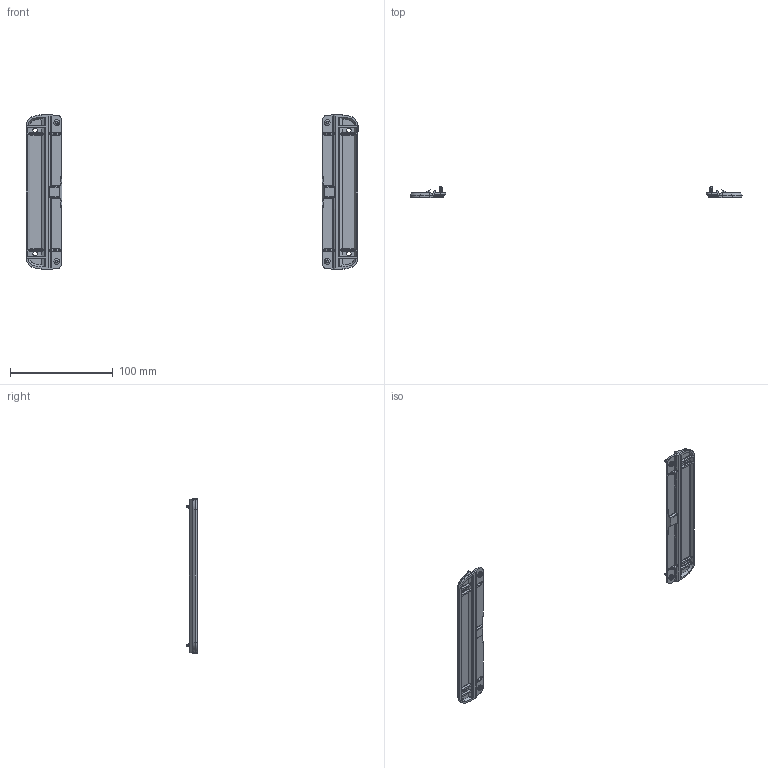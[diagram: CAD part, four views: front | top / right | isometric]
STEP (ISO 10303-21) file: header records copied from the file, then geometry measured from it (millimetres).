
FILE_DESCRIPTION(/* description */ (''),/* implementation_level */ '2;1');
FILE_NAME(/* name */ '2804758_3D.stp',/* time_stamp */ '2024-02-07T15:03:50+01:00',/* author */ ('haertel'),/* organization */ (''),/* preprocessor_version */ 'ST-DEVELOPER v18.1',/* originating_system */ 'Autodesk Inventor 2022',/* authorisation */ '');
FILE_SCHEMA (('AUTOMOTIVE_DESIGN { 1 0 10303 214 3 1 1 }'));
Length unit declared in the file: millimetre
Products named in the file (3): 2804758_3D; Basis-Variante-5-4-WL_3D; SHR Z KT30X8 WN 1452 MG
Assembly tree (6 placements, depth 2):
  2804758_3D
    Basis-Variante-5-4-WL_3D  x2
    SHR Z KT30X8 WN 1452 MG  x4
Bounding box: 322.95 x 10.5 x 150.28 mm (x, y, z)
Volume: 28443.1 mm3; surface area: 28721.6 mm2
Topology: 6 solids, 6 shells, 802 faces, 1932 edges, 1144 vertices
Faces by surface type: cylinder 334, plane 232, bspline 136, sphere 72, torus 16, cone 12
Full cylindrical faces by diameter (mm): 1.66 x8, 3 x8, 3.5 x4, 4.5 x4, 5.6 x4
Entity records: 12635 total; most frequent: CARTESIAN_POINT 4354, DIRECTION 1717, ORIENTED_EDGE 1700, EDGE_CURVE 850, AXIS2_PLACEMENT_3D 662, VERTEX_POINT 500, LINE 393, VECTOR 393
